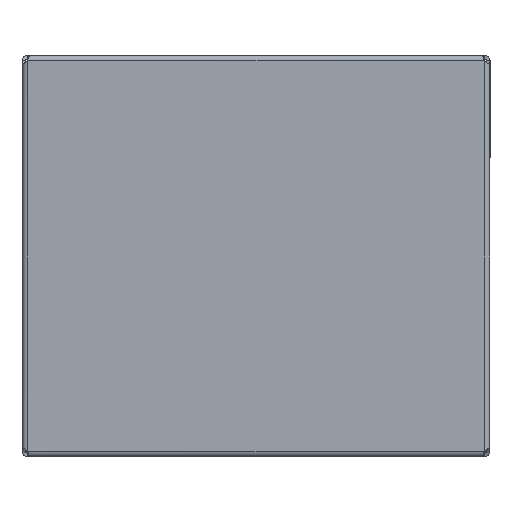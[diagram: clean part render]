
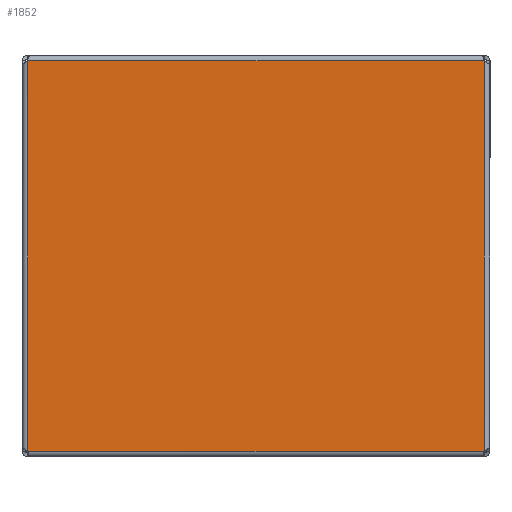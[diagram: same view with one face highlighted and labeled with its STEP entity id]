
A CAD part, front view. The second image highlights one B-rep face of the part: STEP entity #1852.
In plain terms, the highlighted planar face has unit normal (0, -1, 0).
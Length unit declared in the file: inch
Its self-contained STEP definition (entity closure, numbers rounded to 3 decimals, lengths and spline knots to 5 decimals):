
#192 = DIRECTION ( 'NONE',  ( 0., 0., -1. ) ) ;
#452 = VERTEX_POINT ( 'NONE', #5015 ) ;
#538 = LINE ( 'NONE', #5646, #7389 ) ;
#690 = EDGE_CURVE ( 'NONE', #452, #1112, #6303, .T. ) ;
#730 = CARTESIAN_POINT ( 'NONE',  ( -6.83352, 0., 0. ) ) ;
#878 = CARTESIAN_POINT ( 'NONE',  ( -15.9548, 0., 0. ) ) ;
#1112 = VERTEX_POINT ( 'NONE', #2593 ) ;
#1345 = DIRECTION ( 'NONE',  ( 0., 0., -1. ) ) ;
#1657 = CARTESIAN_POINT ( 'NONE',  ( -15.9548, 0., -12.66504 ) ) ;
#1690 = EDGE_LOOP ( 'NONE', ( #3205, #5978, #5798, #6917 ) ) ;
#1700 = CARTESIAN_POINT ( 'NONE',  ( 6.83352, 0., 0. ) ) ;
#1852 = ADVANCED_FACE ( 'NONE', ( #5458 ), #5599, .T. ) ;
#2119 = DIRECTION ( 'NONE',  ( -1., 0., 0. ) ) ;
#2393 = AXIS2_PLACEMENT_3D ( 'NONE', #878, #4307, #192 ) ;
#2486 = VECTOR ( 'NONE', #1345, 39.37008 ) ;
#2593 = CARTESIAN_POINT ( 'NONE',  ( 6.83352, 0., -12.66504 ) ) ;
#3205 = ORIENTED_EDGE ( 'NONE', *, *, #5661, .T. ) ;
#4008 = DIRECTION ( 'NONE',  ( 1., 0., 0. ) ) ;
#4307 = DIRECTION ( 'NONE',  ( 0., -1., 0. ) ) ;
#4377 = VERTEX_POINT ( 'NONE', #4595 ) ;
#4595 = CARTESIAN_POINT ( 'NONE',  ( -6.83352, 0., -0.99806 ) ) ;
#4623 = DIRECTION ( 'NONE',  ( 0., 0., 1. ) ) ;
#4771 = VECTOR ( 'NONE', #4008, 39.37008 ) ;
#5015 = CARTESIAN_POINT ( 'NONE',  ( -6.83352, 0., -12.66504 ) ) ;
#5137 = EDGE_CURVE ( 'NONE', #1112, #6544, #7538, .T. ) ;
#5458 = FACE_OUTER_BOUND ( 'NONE', #1690, .T. ) ;
#5599 = PLANE ( 'NONE',  #2393 ) ;
#5646 = CARTESIAN_POINT ( 'NONE',  ( -15.9548, 0., -0.99806 ) ) ;
#5661 = EDGE_CURVE ( 'NONE', #4377, #452, #6611, .T. ) ;
#5798 = ORIENTED_EDGE ( 'NONE', *, *, #5137, .T. ) ;
#5978 = ORIENTED_EDGE ( 'NONE', *, *, #690, .T. ) ;
#6093 = EDGE_CURVE ( 'NONE', #6544, #4377, #538, .T. ) ;
#6191 = VECTOR ( 'NONE', #4623, 39.37008 ) ;
#6303 = LINE ( 'NONE', #1657, #4771 ) ;
#6544 = VERTEX_POINT ( 'NONE', #7430 ) ;
#6611 = LINE ( 'NONE', #730, #2486 ) ;
#6917 = ORIENTED_EDGE ( 'NONE', *, *, #6093, .T. ) ;
#7389 = VECTOR ( 'NONE', #2119, 39.37008 ) ;
#7430 = CARTESIAN_POINT ( 'NONE',  ( 6.83352, 0., -0.99806 ) ) ;
#7538 = LINE ( 'NONE', #1700, #6191 ) ;
